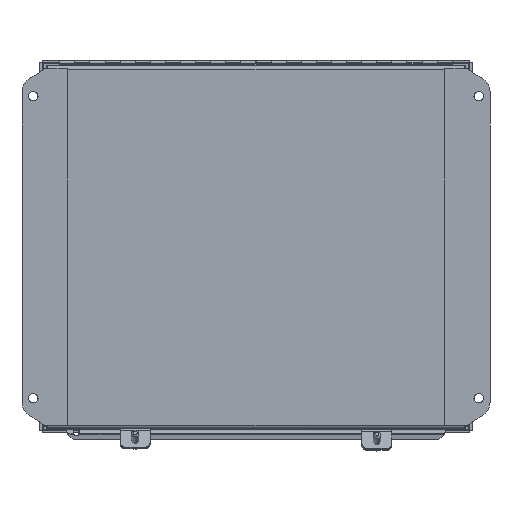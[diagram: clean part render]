
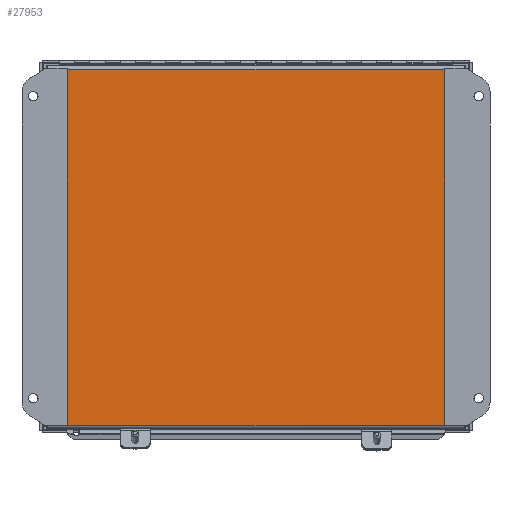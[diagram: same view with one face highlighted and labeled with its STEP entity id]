
A CAD part, left-side view. The second image highlights one B-rep face of the part: STEP entity #27953.
In plain terms, the highlighted face is planar.
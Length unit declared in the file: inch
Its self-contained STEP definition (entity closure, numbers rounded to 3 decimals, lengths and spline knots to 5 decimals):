
#1231 = EDGE_CURVE ( 'NONE', #2915, #6944, #32843, .T. ) ;
#2915 = VERTEX_POINT ( 'NONE', #23927 ) ;
#3052 = VECTOR ( 'NONE', #29549, 39.37008 ) ;
#3924 = DIRECTION ( 'NONE',  ( 0., -1., 0. ) ) ;
#4128 = CARTESIAN_POINT ( 'NONE',  ( 5.892, 0., -6.892 ) ) ;
#4176 = DIRECTION ( 'NONE',  ( 0., 0., 1. ) ) ;
#5221 = VECTOR ( 'NONE', #14589, 39.37008 ) ;
#5813 = VECTOR ( 'NONE', #4176, 39.37008 ) ;
#6365 = CARTESIAN_POINT ( 'NONE',  ( -5.892, 0., 6.892 ) ) ;
#6765 = CARTESIAN_POINT ( 'NONE',  ( -5.892, 0., 6.892 ) ) ;
#6944 = VERTEX_POINT ( 'NONE', #4128 ) ;
#7484 = ORIENTED_EDGE ( 'NONE', *, *, #36344, .F. ) ;
#8514 = VERTEX_POINT ( 'NONE', #6765 ) ;
#10000 = AXIS2_PLACEMENT_3D ( 'NONE', #39945, #3924, #10664 ) ;
#10297 = ORIENTED_EDGE ( 'NONE', *, *, #30688, .F. ) ;
#10402 = LINE ( 'NONE', #23235, #5813 ) ;
#10664 = DIRECTION ( 'NONE',  ( 0., 0., -1. ) ) ;
#14589 = DIRECTION ( 'NONE',  ( 1., 0., 0. ) ) ;
#15280 = CARTESIAN_POINT ( 'NONE',  ( 5.892, 0., 6.892 ) ) ;
#15834 = FACE_OUTER_BOUND ( 'NONE', #20000, .T. ) ;
#16358 = LINE ( 'NONE', #23152, #3052 ) ;
#17750 = EDGE_CURVE ( 'NONE', #8514, #2915, #16358, .T. ) ;
#19468 = VERTEX_POINT ( 'NONE', #15280 ) ;
#20000 = EDGE_LOOP ( 'NONE', ( #33678, #36977, #7484, #10297 ) ) ;
#20576 = PLANE ( 'NONE',  #10000 ) ;
#22854 = LINE ( 'NONE', #6365, #30496 ) ;
#23152 = CARTESIAN_POINT ( 'NONE',  ( -5.892, 0., -6.892 ) ) ;
#23235 = CARTESIAN_POINT ( 'NONE',  ( 5.892, 0., 6.892 ) ) ;
#23927 = CARTESIAN_POINT ( 'NONE',  ( -5.892, 0., -6.892 ) ) ;
#27953 = ADVANCED_FACE ( 'NONE', ( #15834 ), #20576, .F. ) ;
#29549 = DIRECTION ( 'NONE',  ( 0., 0., -1. ) ) ;
#30496 = VECTOR ( 'NONE', #42359, 39.37008 ) ;
#30688 = EDGE_CURVE ( 'NONE', #6944, #19468, #10402, .T. ) ;
#32843 = LINE ( 'NONE', #32919, #5221 ) ;
#32919 = CARTESIAN_POINT ( 'NONE',  ( 5.892, 0., -6.892 ) ) ;
#33678 = ORIENTED_EDGE ( 'NONE', *, *, #1231, .F. ) ;
#36344 = EDGE_CURVE ( 'NONE', #19468, #8514, #22854, .T. ) ;
#36977 = ORIENTED_EDGE ( 'NONE', *, *, #17750, .F. ) ;
#39945 = CARTESIAN_POINT ( 'NONE',  ( -6., 0., -7. ) ) ;
#42359 = DIRECTION ( 'NONE',  ( -1., 0., 0. ) ) ;
